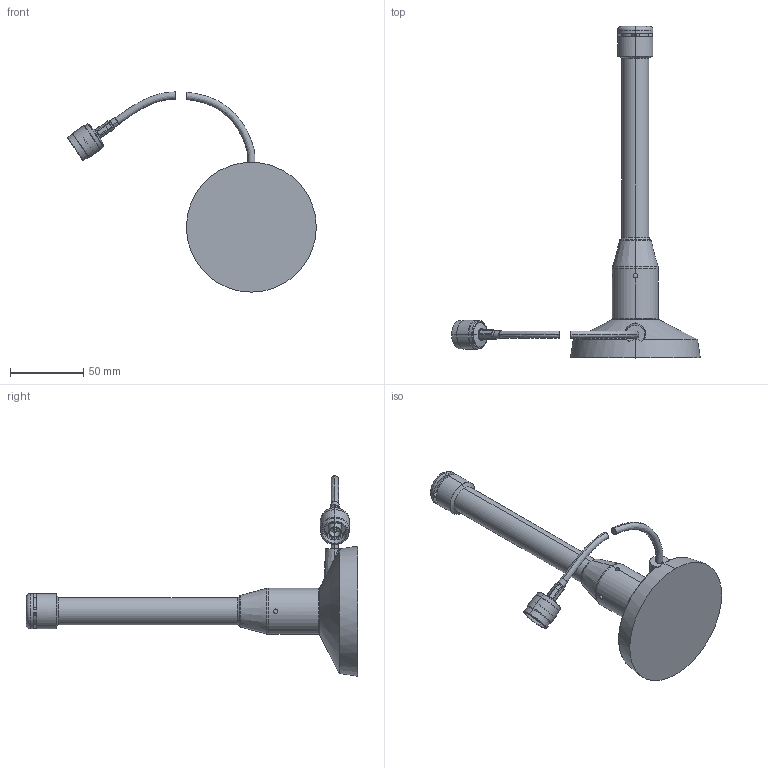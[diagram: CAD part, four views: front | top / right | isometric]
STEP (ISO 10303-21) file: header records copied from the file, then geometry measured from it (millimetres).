
FILE_DESCRIPTION (( 'STEP AP214' ), '1' );
FILE_NAME ('HG2404MGU-NM.STEP', '2013-05-13T21:32:24', ( '' ), ( '' ), 'SwSTEP 2.0', 'SolidWorks 2012', '' );
FILE_SCHEMA (( 'AUTOMOTIVE_DESIGN' ));
Length unit declared in the file: inch
Products named in the file (9): HG2404U; HMA3-XXXANM; ANM-1202; ANM-1202-MA3; ANM-1202-MA1_NO PIN; HEATSH-HEX_stepd_195Black; 8 Foot-195_Black; HMA3-XXXAYY_BASE; HG2404MGU-NM
Assembly tree (8 placements, depth 4):
  HG2404MGU-NM
    HMA3-XXXANM
      HMA3-XXXAYY_BASE
      8 Foot-195_Black
      HEATSH-HEX_stepd_195Black
      ANM-1202
        ANM-1202-MA1_NO PIN
        ANM-1202-MA3
    HG2404U
Bounding box: 170.11 x 227.05 x 137.08 mm (x, y, z)
Volume: 202689.7 mm3; surface area: 40927.1 mm2
Topology: 7 solids, 7 shells, 370 faces, 806 edges, 480 vertices
Faces by surface type: cylinder 125, cone 111, plane 107, torus 13, bspline 7, sphere 7
Entity records: 13559 total; most frequent: CARTESIAN_POINT 2998, DIRECTION 1861, ORIENTED_EDGE 1590, EDGE_CURVE 795, AXIS2_PLACEMENT_3D 741, VERTEX_POINT 476, EDGE_LOOP 411, LINE 379
